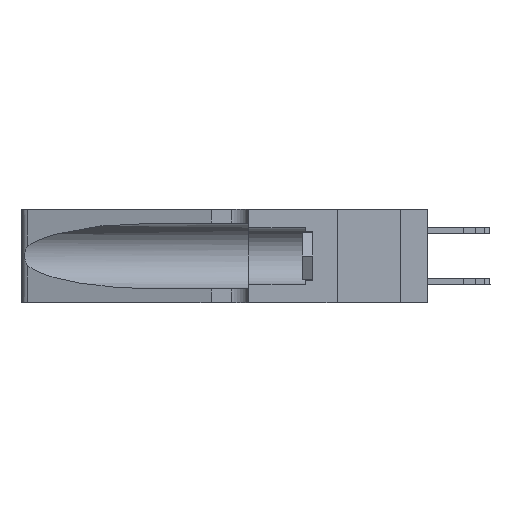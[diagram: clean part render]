
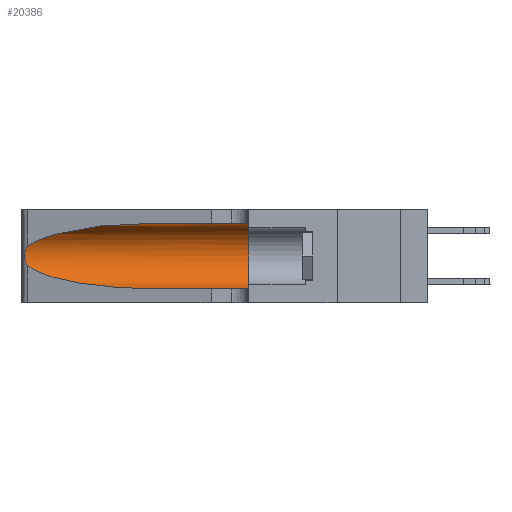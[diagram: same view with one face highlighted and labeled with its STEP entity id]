
A CAD part, left-side view. The second image highlights one B-rep face of the part: STEP entity #20386.
In plain terms, the highlighted cylindrical face has radius 3.308 mm (diameter 6.617 mm), a partial arc.
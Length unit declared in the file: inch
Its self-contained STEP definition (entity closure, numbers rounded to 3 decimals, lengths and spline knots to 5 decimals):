
#444 = EDGE_CURVE ( 'NONE', #1056, #29257, #29916, .T. ) ;
#759 = CARTESIAN_POINT ( 'NONE',  ( 0.26075, 1.23896, 0.178 ) ) ;
#1056 = VERTEX_POINT ( 'NONE', #11258 ) ;
#1652 = CARTESIAN_POINT ( 'NONE',  ( 0.2373, 1.15595, 0.08982 ) ) ;
#2145 = CARTESIAN_POINT ( 'NONE',  ( 0.1305, 0.72297, 0.31525 ) ) ;
#2724 = LINE ( 'NONE', #23419, #27720 ) ;
#3208 = CARTESIAN_POINT ( 'NONE',  ( 0.1305, 1.61858, 0.185 ) ) ;
#3353 = CARTESIAN_POINT ( 'NONE',  ( 0.25487, 1.22718, 0.14631 ) ) ;
#3604 = VERTEX_POINT ( 'NONE', #20740 ) ;
#4195 = CARTESIAN_POINT ( 'NONE',  ( 0.1305, 0.72297, 0.05475 ) ) ;
#4642 = EDGE_CURVE ( 'NONE', #3604, #24209, #13787, .T. ) ;
#7295 = FACE_OUTER_BOUND ( 'NONE', #30576, .T. ) ;
#9215 = CARTESIAN_POINT ( 'NONE',  ( 0.25487, 1.22718, 0.22369 ) ) ;
#9378 = EDGE_CURVE ( 'NONE', #33210, #24209, #33793, .T. ) ;
#10775 = CARTESIAN_POINT ( 'NONE',  ( 0.25487, 1.22718, 0.22369 ) ) ;
#11258 = CARTESIAN_POINT ( 'NONE',  ( 0.1305, 0.72297, 0.31525 ) ) ;
#11268 = DIRECTION ( 'NONE',  ( 0., 0., -1. ) ) ;
#12622 = ORIENTED_EDGE ( 'NONE', *, *, #444, .T. ) ;
#13623 = B_SPLINE_CURVE_WITH_KNOTS ( 'NONE', 3,
 ( #10775, #29026, #18871, #27004, #26576, #16151, #26788, #759, #19242, #22335, #29714, #16815, #19443, #28153 ),
 .UNSPECIFIED., .F., .F.,
 ( 4, 2, 2, 2, 2, 2, 4 ),
 ( 0., 0.00027, 0.00053, 0.00107, 0.0016, 0.00187, 0.00214 ),
 .UNSPECIFIED. ) ;
#13680 = EDGE_CURVE ( 'NONE', #29257, #19892, #13623, .T. ) ;
#13770 = DIRECTION ( 'NONE',  ( 0., -1., 0. ) ) ;
#13787 = LINE ( 'NONE', #28852, #24872 ) ;
#14314 = EDGE_CURVE ( 'NONE', #1056, #33210, #2724, .T. ) ;
#15418 = CARTESIAN_POINT ( 'NONE',  ( 0.1305, 0.35, 0.05475 ) ) ;
#15663 = ORIENTED_EDGE ( 'NONE', *, *, #13680, .T. ) ;
#15709 = AXIS2_PLACEMENT_3D ( 'NONE', #19840, #32510, #16845 ) ;
#16151 = CARTESIAN_POINT ( 'NONE',  ( 0.26018, 1.23835, 0.19895 ) ) ;
#16815 = CARTESIAN_POINT ( 'NONE',  ( 0.25639, 1.23186, 0.15144 ) ) ;
#16845 = DIRECTION ( 'NONE',  ( 0., 0., 1. ) ) ;
#17353 = CARTESIAN_POINT ( 'NONE',  ( 0.25487, 1.22718, 0.14631 ) ) ;
#18145 = EDGE_CURVE ( 'NONE', #19892, #3604, #28498, .T. ) ;
#18712 = DIRECTION ( 'NONE',  ( 0., -1., 0. ) ) ;
#18871 = CARTESIAN_POINT ( 'NONE',  ( 0.25639, 1.23184, 0.21858 ) ) ;
#19114 = ORIENTED_EDGE ( 'NONE', *, *, #18145, .T. ) ;
#19242 = CARTESIAN_POINT ( 'NONE',  ( 0.26017, 1.23833, 0.17102 ) ) ;
#19443 = CARTESIAN_POINT ( 'NONE',  ( 0.25555, 1.22993, 0.14849 ) ) ;
#19840 = CARTESIAN_POINT ( 'NONE',  ( 0.1305, 0.35, 0.185 ) ) ;
#19892 = VERTEX_POINT ( 'NONE', #3353 ) ;
#20386 = ADVANCED_FACE ( 'NONE', ( #7295 ), #31787, .F. ) ;
#20740 = CARTESIAN_POINT ( 'NONE',  ( 0.1305, 0.72297, 0.05475 ) ) ;
#21087 = AXIS2_PLACEMENT_3D ( 'NONE', #3208, #18712, #11268 ) ;
#21254 = CARTESIAN_POINT ( 'NONE',  ( 0.1305, 0.35, 0.31525 ) ) ;
#22335 = CARTESIAN_POINT ( 'NONE',  ( 0.25856, 1.23593, 0.16098 ) ) ;
#22768 = CARTESIAN_POINT ( 'NONE',  ( 0.2373, 1.15595, 0.28018 ) ) ;
#23034 = DIRECTION ( 'NONE',  ( 0., -1., 0. ) ) ;
#23419 = CARTESIAN_POINT ( 'NONE',  ( 0.1305, 1.61858, 0.31525 ) ) ;
#24209 = VERTEX_POINT ( 'NONE', #15418 ) ;
#24872 = VECTOR ( 'NONE', #13770, 39.37008 ) ;
#25404 = CARTESIAN_POINT ( 'NONE',  ( 0.25487, 1.22718, 0.22369 ) ) ;
#26576 = CARTESIAN_POINT ( 'NONE',  ( 0.25854, 1.2359, 0.20912 ) ) ;
#26788 = CARTESIAN_POINT ( 'NONE',  ( 0.26075, 1.23896, 0.19203 ) ) ;
#26862 = ORIENTED_EDGE ( 'NONE', *, *, #14314, .F. ) ;
#27004 = CARTESIAN_POINT ( 'NONE',  ( 0.25787, 1.23484, 0.2124 ) ) ;
#27720 = VECTOR ( 'NONE', #23034, 39.37008 ) ;
#27988 = CARTESIAN_POINT ( 'NONE',  ( 0.18966, 0.96281, 0.31525 ) ) ;
#28153 = CARTESIAN_POINT ( 'NONE',  ( 0.25487, 1.22718, 0.14631 ) ) ;
#28498 =( BOUNDED_CURVE ( )  B_SPLINE_CURVE ( 3, ( #17353, #1652, #29994, #4195 ),
 .UNSPECIFIED., .F., .F. ) 
 B_SPLINE_CURVE_WITH_KNOTS ( ( 4, 4 ),
 ( 3.44316, 4.71239 ),
 .UNSPECIFIED. ) 
 CURVE ( )  GEOMETRIC_REPRESENTATION_ITEM ( )  RATIONAL_B_SPLINE_CURVE ( ( 1., 0.87, 0.87, 1. ) ) 
 REPRESENTATION_ITEM ( '' )  );
#28852 = CARTESIAN_POINT ( 'NONE',  ( 0.1305, 1.61858, 0.05475 ) ) ;
#29026 = CARTESIAN_POINT ( 'NONE',  ( 0.25555, 1.22994, 0.2215 ) ) ;
#29257 = VERTEX_POINT ( 'NONE', #9215 ) ;
#29714 = CARTESIAN_POINT ( 'NONE',  ( 0.25789, 1.23486, 0.15765 ) ) ;
#29916 =( BOUNDED_CURVE ( )  B_SPLINE_CURVE ( 3, ( #2145, #27988, #22768, #25404 ),
 .UNSPECIFIED., .F., .T. ) 
 B_SPLINE_CURVE_WITH_KNOTS ( ( 4, 4 ),
 ( 1.5708, 2.84003 ),
 .UNSPECIFIED. ) 
 CURVE ( )  GEOMETRIC_REPRESENTATION_ITEM ( )  RATIONAL_B_SPLINE_CURVE ( ( 1., 0.87, 0.87, 1. ) ) 
 REPRESENTATION_ITEM ( '' )  );
#29994 = CARTESIAN_POINT ( 'NONE',  ( 0.18966, 0.96281, 0.05475 ) ) ;
#30317 = ORIENTED_EDGE ( 'NONE', *, *, #9378, .F. ) ;
#30576 = EDGE_LOOP ( 'NONE', ( #12622, #15663, #19114, #32240, #30317, #26862 ) ) ;
#31787 = CYLINDRICAL_SURFACE ( 'NONE', #21087, 0.13025 ) ;
#32240 = ORIENTED_EDGE ( 'NONE', *, *, #4642, .T. ) ;
#32510 = DIRECTION ( 'NONE',  ( 0., 1., 0. ) ) ;
#33210 = VERTEX_POINT ( 'NONE', #21254 ) ;
#33793 = CIRCLE ( 'NONE', #15709, 0.13025 ) ;
